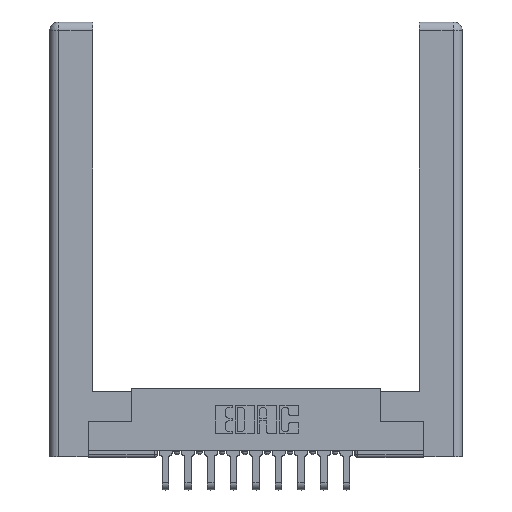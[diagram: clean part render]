
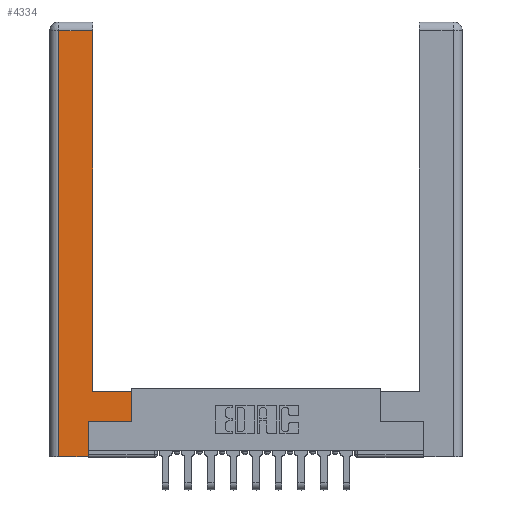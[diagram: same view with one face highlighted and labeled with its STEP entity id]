
A CAD part, top view. The second image highlights one B-rep face of the part: STEP entity #4334.
In plain terms, the highlighted planar face has unit normal (0, 0, 1).
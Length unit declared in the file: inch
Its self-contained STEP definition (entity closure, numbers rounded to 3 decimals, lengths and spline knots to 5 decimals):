
#205 = AXIS2_PLACEMENT_3D ( 'NONE', #1601, #4065, #12710 ) ;
#283 = EDGE_CURVE ( 'NONE', #13140, #9691, #10695, .T. ) ;
#289 = FACE_OUTER_BOUND ( 'NONE', #11346, .T. ) ;
#563 = VECTOR ( 'NONE', #5572, 39.37008 ) ;
#1370 = VERTEX_POINT ( 'NONE', #4622 ) ;
#1495 = CARTESIAN_POINT ( 'NONE',  ( 0.265, 0.245, 0. ) ) ;
#1601 = CARTESIAN_POINT ( 'NONE',  ( 0., 0., 0. ) ) ;
#1609 = EDGE_CURVE ( 'NONE', #4317, #13140, #4362, .T. ) ;
#1740 = DIRECTION ( 'NONE',  ( 0., 1., 0. ) ) ;
#1858 = CARTESIAN_POINT ( 'NONE',  ( 0.0615, 0., 0. ) ) ;
#1986 = ORIENTED_EDGE ( 'NONE', *, *, #15320, .T. ) ;
#2410 = ORIENTED_EDGE ( 'NONE', *, *, #9873, .T. ) ;
#4065 = DIRECTION ( 'NONE',  ( 0., 0., -1. ) ) ;
#4317 = VERTEX_POINT ( 'NONE', #9853 ) ;
#4334 = ADVANCED_FACE ( 'NONE', ( #289 ), #15418, .F. ) ;
#4362 = LINE ( 'NONE', #9082, #5487 ) ;
#4380 = ORIENTED_EDGE ( 'NONE', *, *, #15777, .T. ) ;
#4619 = CARTESIAN_POINT ( 'NONE',  ( 0.565, 0.245, 0. ) ) ;
#4622 = CARTESIAN_POINT ( 'NONE',  ( 0.295, 0.45, 0. ) ) ;
#4776 = EDGE_CURVE ( 'NONE', #1370, #5226, #6806, .T. ) ;
#5171 = CARTESIAN_POINT ( 'NONE',  ( 0.295, 2.94, 0. ) ) ;
#5181 = VECTOR ( 'NONE', #13762, 39.37008 ) ;
#5226 = VERTEX_POINT ( 'NONE', #5171 ) ;
#5352 = CARTESIAN_POINT ( 'NONE',  ( 0.295, 3., 0. ) ) ;
#5487 = VECTOR ( 'NONE', #14175, 39.37008 ) ;
#5521 = VECTOR ( 'NONE', #1740, 39.37008 ) ;
#5572 = DIRECTION ( 'NONE',  ( -1., 0., 0. ) ) ;
#6465 = VECTOR ( 'NONE', #14300, 39.37008 ) ;
#6794 = CARTESIAN_POINT ( 'NONE',  ( 0.565, 0.245, 0. ) ) ;
#6806 = LINE ( 'NONE', #5352, #8871 ) ;
#7107 = VECTOR ( 'NONE', #14307, 39.37008 ) ;
#7593 = CARTESIAN_POINT ( 'NONE',  ( 0.265, 0., 0. ) ) ;
#7723 = CARTESIAN_POINT ( 'NONE',  ( 0.0615, 2.94, 0. ) ) ;
#7947 = LINE ( 'NONE', #11871, #563 ) ;
#7957 = LINE ( 'NONE', #1495, #5521 ) ;
#8124 = LINE ( 'NONE', #4619, #9650 ) ;
#8768 = LINE ( 'NONE', #7723, #5181 ) ;
#8871 = VECTOR ( 'NONE', #13918, 39.37008 ) ;
#9082 = CARTESIAN_POINT ( 'NONE',  ( 0.0615, 0., 0. ) ) ;
#9431 = DIRECTION ( 'NONE',  ( 1., 0., 0. ) ) ;
#9460 = VERTEX_POINT ( 'NONE', #6794 ) ;
#9475 = CARTESIAN_POINT ( 'NONE',  ( 0.265, 0., 0. ) ) ;
#9534 = LINE ( 'NONE', #13301, #6465 ) ;
#9650 = VECTOR ( 'NONE', #9431, 39.37008 ) ;
#9691 = VERTEX_POINT ( 'NONE', #7593 ) ;
#9853 = CARTESIAN_POINT ( 'NONE',  ( 0.0615, 2.94, 0. ) ) ;
#9873 = EDGE_CURVE ( 'NONE', #9460, #13806, #9534, .T. ) ;
#10290 = CARTESIAN_POINT ( 'NONE',  ( 0.265, 0.245, 0. ) ) ;
#10443 = ORIENTED_EDGE ( 'NONE', *, *, #4776, .T. ) ;
#10531 = EDGE_CURVE ( 'NONE', #5226, #4317, #8768, .T. ) ;
#10695 = LINE ( 'NONE', #9475, #7107 ) ;
#11314 = CARTESIAN_POINT ( 'NONE',  ( 0.565, 0.45, 0. ) ) ;
#11346 = EDGE_LOOP ( 'NONE', ( #10443, #13717, #13417, #12120, #1986, #13574, #2410, #4380 ) ) ;
#11871 = CARTESIAN_POINT ( 'NONE',  ( 0.295, 0.45, 0. ) ) ;
#12120 = ORIENTED_EDGE ( 'NONE', *, *, #283, .T. ) ;
#12435 = EDGE_CURVE ( 'NONE', #13069, #9460, #8124, .T. ) ;
#12710 = DIRECTION ( 'NONE',  ( -1., 0., 0. ) ) ;
#13069 = VERTEX_POINT ( 'NONE', #10290 ) ;
#13140 = VERTEX_POINT ( 'NONE', #1858 ) ;
#13301 = CARTESIAN_POINT ( 'NONE',  ( 0.565, 0.45, 0. ) ) ;
#13417 = ORIENTED_EDGE ( 'NONE', *, *, #1609, .T. ) ;
#13574 = ORIENTED_EDGE ( 'NONE', *, *, #12435, .T. ) ;
#13717 = ORIENTED_EDGE ( 'NONE', *, *, #10531, .T. ) ;
#13762 = DIRECTION ( 'NONE',  ( -1., 0., 0. ) ) ;
#13806 = VERTEX_POINT ( 'NONE', #11314 ) ;
#13918 = DIRECTION ( 'NONE',  ( 0., 1., 0. ) ) ;
#14175 = DIRECTION ( 'NONE',  ( 0., -1., 0. ) ) ;
#14300 = DIRECTION ( 'NONE',  ( 0., 1., 0. ) ) ;
#14307 = DIRECTION ( 'NONE',  ( 1., 0., 0. ) ) ;
#15320 = EDGE_CURVE ( 'NONE', #9691, #13069, #7957, .T. ) ;
#15418 = PLANE ( 'NONE',  #205 ) ;
#15777 = EDGE_CURVE ( 'NONE', #13806, #1370, #7947, .T. ) ;
